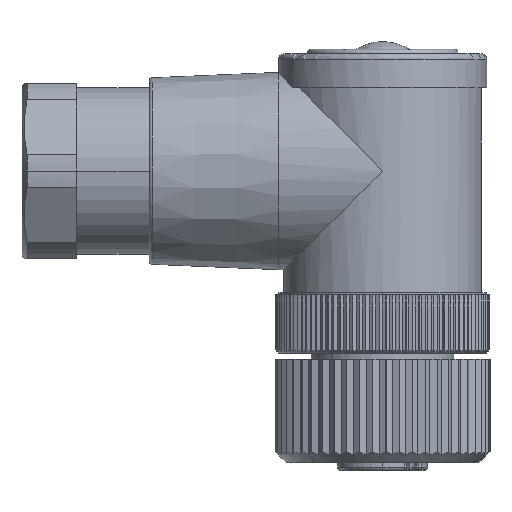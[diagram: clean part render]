
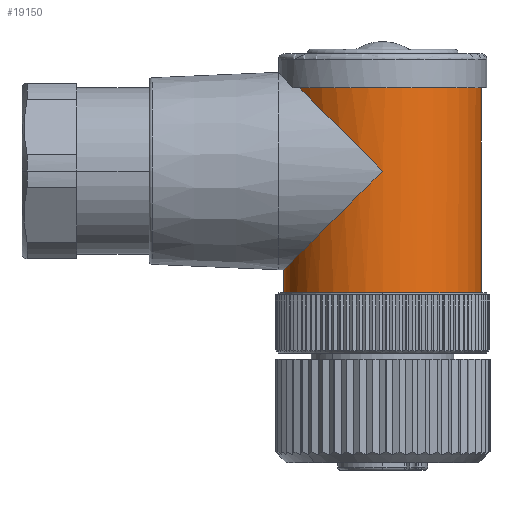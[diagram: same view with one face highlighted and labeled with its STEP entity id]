
A CAD part, left-side view. The second image highlights one B-rep face of the part: STEP entity #19150.
In plain terms, the highlighted cylindrical face has radius 9 mm (diameter 18 mm), a partial arc.
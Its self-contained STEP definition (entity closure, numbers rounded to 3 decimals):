
#19042=AXIS2_PLACEMENT_3D('Circle Axis2P3D',#19040,#19041,$) ;
#19112=AXIS2_PLACEMENT_3D('Cylinder Axis2P3D',#19109,#19110,#19111) ;
#19116=AXIS2_PLACEMENT_3D('Circle Axis2P3D',#19114,#19115,$) ;
#19035=CARTESIAN_POINT('Vertex',(9.795,0.795,16.2)) ;
#19037=CARTESIAN_POINT('Vertex',(9.795,18.795,16.2)) ;
#19040=CARTESIAN_POINT('Axis2P3D Location',(9.795,9.795,16.2)) ;
#19055=CARTESIAN_POINT('Line Origine',(9.795,0.795,23.9)) ;
#19059=CARTESIAN_POINT('Vertex',(9.795,0.795,34.9)) ;
#19062=CARTESIAN_POINT('Line Origine',(9.795,18.795,23.9)) ;
#19066=CARTESIAN_POINT('Vertex',(9.795,18.795,18.3)) ;
#19109=CARTESIAN_POINT('Axis2P3D Location',(9.795,9.795,23.9)) ;
#19114=CARTESIAN_POINT('Axis2P3D Location',(9.795,9.795,34.9)) ;
#19118=CARTESIAN_POINT('Vertex',(4.974,17.395,34.9)) ;
#19122=CARTESIAN_POINT('Control Point',(0.795,9.795,27.3)) ;
#19123=CARTESIAN_POINT('Control Point',(0.795,11.548,29.053)) ;
#19124=CARTESIAN_POINT('Control Point',(1.219,13.301,30.807)) ;
#19125=CARTESIAN_POINT('Control Point',(2.084,14.974,32.479)) ;
#19126=CARTESIAN_POINT('Control Point',(3.375,16.38,33.886)) ;
#19127=CARTESIAN_POINT('Control Point',(4.974,17.395,34.9)) ;
#19128=CARTESIAN_POINT('Vertex',(0.795,9.795,27.3)) ;
#19132=CARTESIAN_POINT('Control Point',(9.795,18.795,18.3)) ;
#19133=CARTESIAN_POINT('Control Point',(8.356,18.795,18.3)) ;
#19134=CARTESIAN_POINT('Control Point',(6.918,18.507,18.587)) ;
#19135=CARTESIAN_POINT('Control Point',(5.58,17.932,19.162)) ;
#19136=CARTESIAN_POINT('Control Point',(3.158,16.278,20.816)) ;
#19137=CARTESIAN_POINT('Control Point',(1.605,13.924,23.17)) ;
#19138=CARTESIAN_POINT('Control Point',(1.064,12.579,24.515)) ;
#19139=CARTESIAN_POINT('Control Point',(0.795,11.187,25.908)) ;
#19140=CARTESIAN_POINT('Control Point',(0.795,9.795,27.3)) ;
#19041=DIRECTION('Axis2P3D Direction',(0.,0.,1.)) ;
#19056=DIRECTION('Vector Direction',(0.,0.,1.)) ;
#19063=DIRECTION('Vector Direction',(0.,0.,1.)) ;
#19110=DIRECTION('Axis2P3D Direction',(0.,-0.,1.)) ;
#19111=DIRECTION('Axis2P3D XDirection',(0.,1.,0.)) ;
#19115=DIRECTION('Axis2P3D Direction',(0.,-0.,1.)) ;
#19057=VECTOR('Line Direction',#19056,1.) ;
#19064=VECTOR('Line Direction',#19063,1.) ;
#19143=ORIENTED_EDGE('',*,*,#19068,.T.) ;
#19144=ORIENTED_EDGE('',*,*,#19044,.T.) ;
#19145=ORIENTED_EDGE('',*,*,#19061,.T.) ;
#19146=ORIENTED_EDGE('',*,*,#19120,.T.) ;
#19147=ORIENTED_EDGE('',*,*,#19130,.F.) ;
#19148=ORIENTED_EDGE('',*,*,#19141,.F.) ;
#19150=ADVANCED_FACE('Hauptk\X2\00F6\X0\rper',(#19149),#19113,.T.) ;
#19121=B_SPLINE_CURVE_WITH_KNOTS('',5,(#19122,#19123,#19124,#19125,#19126,#19127),.UNSPECIFIED.,.F.,.U.,(6,6),(0.,19.604),.UNSPECIFIED.) ;
#19131=B_SPLINE_CURVE_WITH_KNOTS('',5,(#19132,#19133,#19134,#19135,#19136,#19137,#19138,#19139,#19140),.UNSPECIFIED.,.F.,.U.,(6,3,6),(0.,14.383,29.951),.UNSPECIFIED.) ;
#19043=CIRCLE('generated circle',#19042,9.) ;
#19117=CIRCLE('generated circle',#19116,9.) ;
#19113=CYLINDRICAL_SURFACE('generated cylinder',#19112,9.) ;
#19044=EDGE_CURVE('',#19038,#19036,#19043,.T.) ;
#19061=EDGE_CURVE('',#19036,#19060,#19058,.T.) ;
#19068=EDGE_CURVE('',#19067,#19038,#19065,.F.) ;
#19120=EDGE_CURVE('',#19060,#19119,#19117,.F.) ;
#19130=EDGE_CURVE('',#19129,#19119,#19121,.T.) ;
#19141=EDGE_CURVE('',#19067,#19129,#19131,.T.) ;
#19142=EDGE_LOOP('',(#19143,#19144,#19145,#19146,#19147,#19148)) ;
#19149=FACE_OUTER_BOUND('',#19142,.T.) ;
#19058=LINE('Line',#19055,#19057) ;
#19065=LINE('Line',#19062,#19064) ;
#19036=VERTEX_POINT('',#19035) ;
#19038=VERTEX_POINT('',#19037) ;
#19060=VERTEX_POINT('',#19059) ;
#19067=VERTEX_POINT('',#19066) ;
#19119=VERTEX_POINT('',#19118) ;
#19129=VERTEX_POINT('',#19128) ;
